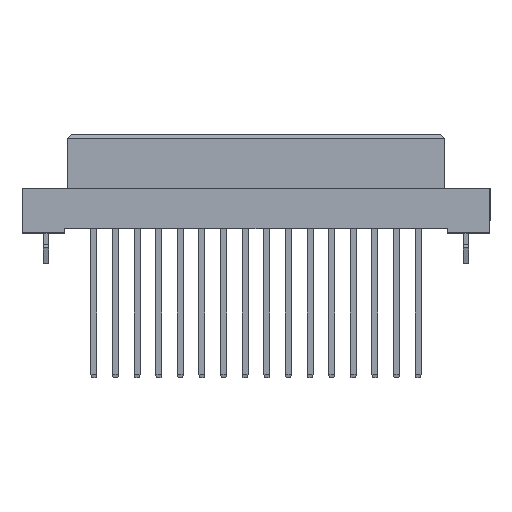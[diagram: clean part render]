
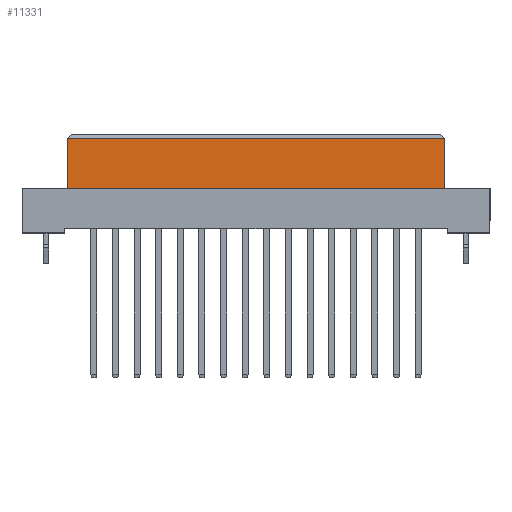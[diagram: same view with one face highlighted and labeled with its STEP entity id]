
A CAD part, top view. The second image highlights one B-rep face of the part: STEP entity #11331.
In plain terms, the highlighted planar face has unit normal (0, 0, 1).
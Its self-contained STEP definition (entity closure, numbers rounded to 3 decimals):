
#494 = CARTESIAN_POINT ( 'NONE',  ( -22.2, -0.5, 4.25 ) ) ;
#605 = DIRECTION ( 'NONE',  ( -1., 0., 0. ) ) ;
#886 = CARTESIAN_POINT ( 'NONE',  ( 22.2, -6.4, 4.25 ) ) ;
#1946 = CARTESIAN_POINT ( 'NONE',  ( -22.2, -6.4, 4.25 ) ) ;
#2046 = DIRECTION ( 'NONE',  ( 0., 1., 0. ) ) ;
#2728 = CARTESIAN_POINT ( 'NONE',  ( 22.2, -6.4, 4.25 ) ) ;
#3273 = EDGE_CURVE ( 'NONE', #4057, #9258, #15152, .T. ) ;
#4057 = VERTEX_POINT ( 'NONE', #11793 ) ;
#4937 = ORIENTED_EDGE ( 'NONE', *, *, #19190, .T. ) ;
#5230 = EDGE_CURVE ( 'NONE', #18668, #9258, #13201, .T. ) ;
#7703 = DIRECTION ( 'NONE',  ( 1., 0., 0. ) ) ;
#7863 = ORIENTED_EDGE ( 'NONE', *, *, #3273, .T. ) ;
#7951 = VECTOR ( 'NONE', #18394, 1000. ) ;
#8464 = VECTOR ( 'NONE', #605, 1000. ) ;
#8770 = ORIENTED_EDGE ( 'NONE', *, *, #13929, .T. ) ;
#8850 = VERTEX_POINT ( 'NONE', #13271 ) ;
#9258 = VERTEX_POINT ( 'NONE', #494 ) ;
#10246 = LINE ( 'NONE', #886, #7951 ) ;
#11015 = DIRECTION ( 'NONE',  ( 1., 0., 0. ) ) ;
#11300 = CARTESIAN_POINT ( 'NONE',  ( 22.2, -6.4, 4.25 ) ) ;
#11331 = ADVANCED_FACE ( 'NONE', ( #12576 ), #14504, .T. ) ;
#11761 = CARTESIAN_POINT ( 'NONE',  ( -22.2, -6.4, 4.25 ) ) ;
#11793 = CARTESIAN_POINT ( 'NONE',  ( 22.2, -0.5, 4.25 ) ) ;
#12576 = FACE_OUTER_BOUND ( 'NONE', #15133, .T. ) ;
#13201 = LINE ( 'NONE', #1946, #20510 ) ;
#13271 = CARTESIAN_POINT ( 'NONE',  ( 22.2, -6.4, 4.25 ) ) ;
#13396 = VECTOR ( 'NONE', #11015, 1000. ) ;
#13929 = EDGE_CURVE ( 'NONE', #18668, #8850, #18854, .T. ) ;
#14504 = PLANE ( 'NONE',  #15088 ) ;
#15088 = AXIS2_PLACEMENT_3D ( 'NONE', #11300, #17564, #7703 ) ;
#15133 = EDGE_LOOP ( 'NONE', ( #4937, #7863, #18539, #8770 ) ) ;
#15152 = LINE ( 'NONE', #16856, #8464 ) ;
#16856 = CARTESIAN_POINT ( 'NONE',  ( -22.2, -0.5, 4.25 ) ) ;
#17564 = DIRECTION ( 'NONE',  ( 0., 0., 1. ) ) ;
#18394 = DIRECTION ( 'NONE',  ( 0., 1., 0. ) ) ;
#18539 = ORIENTED_EDGE ( 'NONE', *, *, #5230, .F. ) ;
#18668 = VERTEX_POINT ( 'NONE', #11761 ) ;
#18854 = LINE ( 'NONE', #2728, #13396 ) ;
#19190 = EDGE_CURVE ( 'NONE', #8850, #4057, #10246, .T. ) ;
#20510 = VECTOR ( 'NONE', #2046, 1000. ) ;
